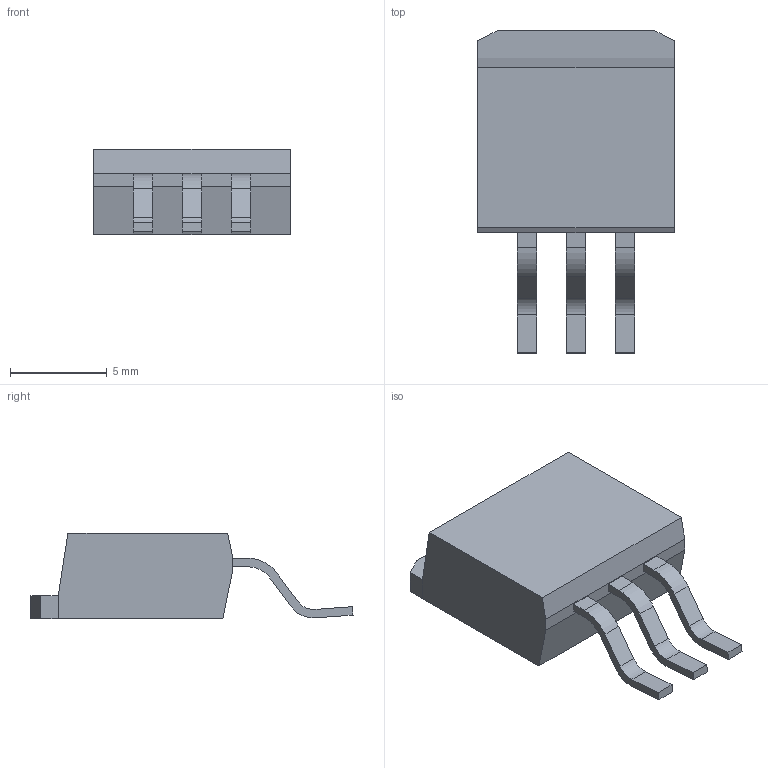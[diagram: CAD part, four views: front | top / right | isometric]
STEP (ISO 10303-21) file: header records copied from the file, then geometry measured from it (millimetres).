
FILE_DESCRIPTION( ( '' ), ' ' );
FILE_NAME( '5ce80f82980bb91590f53123.step', '2019-05-24T15:36:34', ( '' ), ( '' ), ' ', ' ', ' ' );
FILE_SCHEMA( ( 'AUTOMOTIVE_DESIGN { 1 0 10303 214 1 1 1 1 }' ) );
Length unit declared in the file: metre
Products named in the file (5): Part 5; Part 4; Part 3; Part 2; Part 1
Bounding box: 10.16 x 16.65 x 4.45 mm (x, y, z)
Volume: 417.2 mm3; surface area: 573.2 mm2
Topology: 5 solids, 5 shells, 68 faces, 172 edges, 114 vertices
Faces by surface type: plane 56, cylinder 12
Entity records: 2624 total; most frequent: CARTESIAN_POINT 359, ORIENTED_EDGE 344, DIRECTION 342, EDGE_CURVE 172, LINE 148, VECTOR 148, VERTEX_POINT 114, AXIS2_PLACEMENT_3D 97
